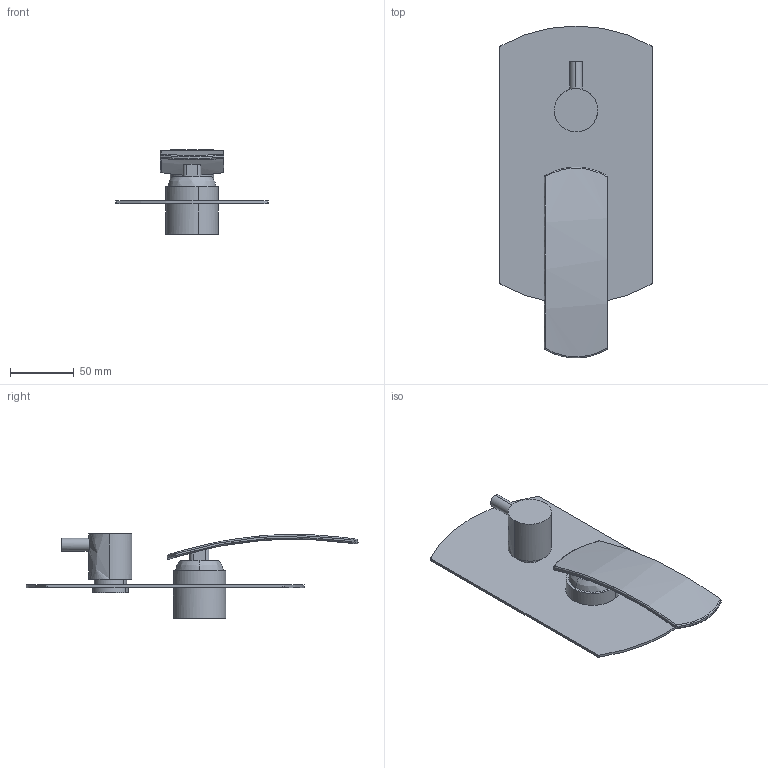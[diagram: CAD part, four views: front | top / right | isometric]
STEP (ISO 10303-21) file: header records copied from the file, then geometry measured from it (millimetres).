
FILE_DESCRIPTION (( 'STEP AP214' ), '1' );
FILE_NAME ('7185.STEP', '2024-02-08T14:04:32', ( '' ), ( '' ), 'SwSTEP 2.0', 'SolidWorks 2018', '' );
FILE_SCHEMA (( 'AUTOMOTIVE_DESIGN' ));
Length unit declared in the file: millimetre
Products named in the file (9): 0100918702_1.IGS.IGS.IGS.IGS.IGS.IGS.IGS.IGS^7185(2)_7185; 796.IGS.IGS.IGS.IGS.IGS.IGS.IGS.IGS^7185(2)_7185; 861; 7185; cappuccio minimalista.IGS.IGS.IGS.IGS.IGS.IGS.IGS.IGS^7185(2)_7185; 7185(2)^7185; 0100918702.IGS.IGS.IGS.IGS.IGS.IGS.IGS.IGS^7185(2)_7185; contenitore cart. diam.35.IGS.IGS.IGS.IGS.IGS.IGS.IGS.IGS^7185(2)_7185; 0100700001
Assembly tree (8 placements, depth 3):
  7185
    7185(2)^7185
      861
      796.IGS.IGS.IGS.IGS.IGS.IGS.IGS.IGS^7185(2)_7185
      0100918702.IGS.IGS.IGS.IGS.IGS.IGS.IGS.IGS^7185(2)_7185
      0100918702_1.IGS.IGS.IGS.IGS.IGS.IGS.IGS.IGS^7185(2)_7185
      contenitore cart. diam.35.IGS.IGS.IGS.IGS.IGS.IGS.IGS.IGS^7185(2)_7185
      cappuccio minimalista.IGS.IGS.IGS.IGS.IGS.IGS.IGS.IGS^7185(2)_7185
      0100700001
Bounding box: 120 x 260.83 x 66.06 mm (x, y, z)
Volume: 157255 mm3; surface area: 87409.2 mm2
Topology: 7 solids, 7 shells, 84 faces, 180 edges, 113 vertices
Faces by surface type: bspline 46, plane 18, cylinder 16, sphere 4
Entity records: 4394 total; most frequent: CARTESIAN_POINT 2548, ORIENTED_EDGE 356, DIRECTION 228, EDGE_CURVE 178, VERTEX_POINT 113, EDGE_LOOP 95, AXIS2_PLACEMENT_3D 88, FACE_OUTER_BOUND 84
